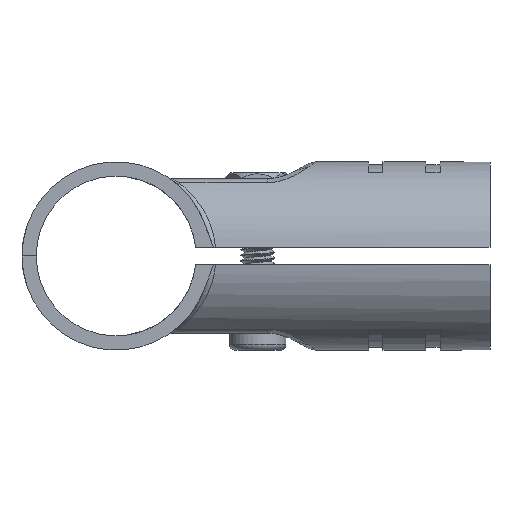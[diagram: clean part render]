
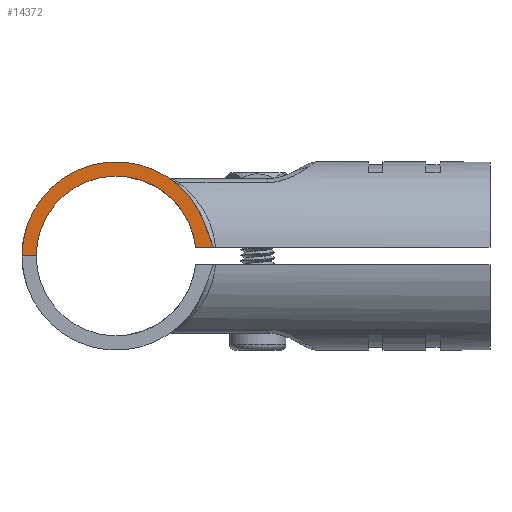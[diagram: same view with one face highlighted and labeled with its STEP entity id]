
A CAD part, front view. The second image highlights one B-rep face of the part: STEP entity #14372.
In plain terms, the highlighted planar face has unit normal (0, -1, 0).
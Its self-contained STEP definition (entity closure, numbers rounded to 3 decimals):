
#54 = CARTESIAN_POINT ( 'NONE',  ( 16.364, -16.5, 3.407 ) ) ;
#117 = EDGE_CURVE ( 'NONE', #13446, #14876, #7896, .T. ) ;
#337 = DIRECTION ( 'NONE',  ( 1., 0., 0. ) ) ;
#884 = CARTESIAN_POINT ( 'NONE',  ( 16.779, -16.5, 2.315 ) ) ;
#971 = ORIENTED_EDGE ( 'NONE', *, *, #4732, .T. ) ;
#1211 = CARTESIAN_POINT ( 'NONE',  ( 16.301, -16.5, 3.565 ) ) ;
#1389 = B_SPLINE_CURVE_WITH_KNOTS ( 'NONE', 3,
 ( #3187, #12126, #2119, #5809, #884, #10898, #14658, #7216, #12210, #5148, #3671, #8687, #13681, #2370, #8842, #3831, #2446, #7609, #8918, #54, #7456, #1211, #10149, #12286, #13837, #12530, #15140, #11137, #2599, #16150, #4905, #3906, #9832, #9912, #7533, #11292, #14825, #14904, #8768 ),
 .UNSPECIFIED., .F., .F.,
 ( 4, 1, 1, 1, 1, 1, 2, 2, 1, 1, 1, 1, 1, 1, 2, 2, 1, 1, 1, 2, 2, 1, 1, 1, 1, 1, 2, 2, 4 ),
 ( 0., 0.125, 0.187, 0.219, 0.234, 0.242, 0.246, 0.25, 0.375, 0.437, 0.469, 0.484, 0.492, 0.496, 0.498, 0.5, 0.563, 0.594, 0.609, 0.617, 0.625, 0.688, 0.719, 0.734, 0.742, 0.746, 0.748, 0.75, 1. ),
 .UNSPECIFIED. ) ;
#1410 = CARTESIAN_POINT ( 'NONE',  ( -16.5, -16.5, 0. ) ) ;
#1419 = CIRCLE ( 'NONE', #8767, 16.5 ) ;
#1856 = CARTESIAN_POINT ( 'NONE',  ( 15.557, -16.5, 5.498 ) ) ;
#2119 = CARTESIAN_POINT ( 'NONE',  ( 16.935, -16.5, 1.882 ) ) ;
#2370 = CARTESIAN_POINT ( 'NONE',  ( 16.423, -16.5, 3.255 ) ) ;
#2446 = CARTESIAN_POINT ( 'NONE',  ( 16.37, -16.5, 3.389 ) ) ;
#2448 = AXIS2_PLACEMENT_3D ( 'NONE', #3109, #3030, #7963 ) ;
#2599 = CARTESIAN_POINT ( 'NONE',  ( 16.067, -16.5, 4.157 ) ) ;
#2837 = ORIENTED_EDGE ( 'NONE', *, *, #117, .T. ) ;
#2951 = VECTOR ( 'NONE', #3639, 1000. ) ;
#3030 = DIRECTION ( 'NONE',  ( 0., 1., 0. ) ) ;
#3109 = CARTESIAN_POINT ( 'NONE',  ( 0., -16.5, 0. ) ) ;
#3187 = CARTESIAN_POINT ( 'NONE',  ( 17.064, -16.5, 1.5 ) ) ;
#3639 = DIRECTION ( 'NONE',  ( 1., 0., 0. ) ) ;
#3671 = CARTESIAN_POINT ( 'NONE',  ( 16.674, -16.5, 2.6 ) ) ;
#3749 = VECTOR ( 'NONE', #337, 1000. ) ;
#3831 = CARTESIAN_POINT ( 'NONE',  ( 16.378, -16.5, 3.37 ) ) ;
#3906 = CARTESIAN_POINT ( 'NONE',  ( 15.986, -16.5, 4.363 ) ) ;
#3959 = DIRECTION ( 'NONE',  ( 0., -1., 0. ) ) ;
#4115 = ORIENTED_EDGE ( 'NONE', *, *, #12852, .T. ) ;
#4732 = EDGE_CURVE ( 'NONE', #15298, #12056, #1389, .T. ) ;
#4905 = CARTESIAN_POINT ( 'NONE',  ( 15.995, -16.5, 4.339 ) ) ;
#5148 = CARTESIAN_POINT ( 'NONE',  ( 16.726, -16.5, 2.46 ) ) ;
#5768 = CARTESIAN_POINT ( 'NONE',  ( 0., -16.5, 0. ) ) ;
#5809 = CARTESIAN_POINT ( 'NONE',  ( 16.833, -16.5, 2.168 ) ) ;
#6183 = VERTEX_POINT ( 'NONE', #15225 ) ;
#6601 = CARTESIAN_POINT ( 'NONE',  ( 17.064, -16.5, 1.5 ) ) ;
#7216 = CARTESIAN_POINT ( 'NONE',  ( 16.732, -16.5, 2.443 ) ) ;
#7306 = DIRECTION ( 'NONE',  ( 0., 0., -1. ) ) ;
#7456 = CARTESIAN_POINT ( 'NONE',  ( 16.341, -16.5, 3.464 ) ) ;
#7533 = CARTESIAN_POINT ( 'NONE',  ( 15.979, -16.5, 4.381 ) ) ;
#7609 = CARTESIAN_POINT ( 'NONE',  ( 16.367, -16.5, 3.398 ) ) ;
#7896 = LINE ( 'NONE', #1410, #3749 ) ;
#7955 = CIRCLE ( 'NONE', #2448, 14. ) ;
#7963 = DIRECTION ( 'NONE',  ( -1., 0., 0. ) ) ;
#8687 = CARTESIAN_POINT ( 'NONE',  ( 16.591, -16.5, 2.82 ) ) ;
#8767 = AXIS2_PLACEMENT_3D ( 'NONE', #10203, #3959, #14538 ) ;
#8768 = CARTESIAN_POINT ( 'NONE',  ( 15.557, -16.5, 5.498 ) ) ;
#8842 = CARTESIAN_POINT ( 'NONE',  ( 16.393, -16.5, 3.331 ) ) ;
#8918 = CARTESIAN_POINT ( 'NONE',  ( 16.365, -16.5, 3.403 ) ) ;
#9832 = CARTESIAN_POINT ( 'NONE',  ( 15.982, -16.5, 4.374 ) ) ;
#9912 = CARTESIAN_POINT ( 'NONE',  ( 15.98, -16.5, 4.378 ) ) ;
#10149 = CARTESIAN_POINT ( 'NONE',  ( 16.242, -16.5, 3.715 ) ) ;
#10203 = CARTESIAN_POINT ( 'NONE',  ( 0., -16.5, 0. ) ) ;
#10519 = PLANE ( 'NONE',  #11124 ) ;
#10898 = CARTESIAN_POINT ( 'NONE',  ( 16.752, -16.5, 2.39 ) ) ;
#11104 = LINE ( 'NONE', #15869, #2951 ) ;
#11124 = AXIS2_PLACEMENT_3D ( 'NONE', #5768, #15519, #7306 ) ;
#11137 = CARTESIAN_POINT ( 'NONE',  ( 16.127, -16.5, 4.005 ) ) ;
#11292 = CARTESIAN_POINT ( 'NONE',  ( 15.979, -16.5, 4.381 ) ) ;
#11363 = EDGE_CURVE ( 'NONE', #6183, #15298, #11104, .T. ) ;
#11740 = ORIENTED_EDGE ( 'NONE', *, *, #11363, .T. ) ;
#11775 = CARTESIAN_POINT ( 'NONE',  ( -14., -16.5, 0. ) ) ;
#11997 = FACE_OUTER_BOUND ( 'NONE', #13920, .T. ) ;
#12056 = VERTEX_POINT ( 'NONE', #1856 ) ;
#12126 = CARTESIAN_POINT ( 'NONE',  ( 17.015, -16.5, 1.649 ) ) ;
#12210 = CARTESIAN_POINT ( 'NONE',  ( 16.728, -16.5, 2.454 ) ) ;
#12286 = CARTESIAN_POINT ( 'NONE',  ( 16.209, -16.5, 3.798 ) ) ;
#12397 = CARTESIAN_POINT ( 'NONE',  ( -16.5, -16.5, 0. ) ) ;
#12530 = CARTESIAN_POINT ( 'NONE',  ( 16.184, -16.5, 3.861 ) ) ;
#12852 = EDGE_CURVE ( 'NONE', #14876, #6183, #7955, .T. ) ;
#13228 = ORIENTED_EDGE ( 'NONE', *, *, #14355, .T. ) ;
#13446 = VERTEX_POINT ( 'NONE', #12397 ) ;
#13681 = CARTESIAN_POINT ( 'NONE',  ( 16.481, -16.5, 3.105 ) ) ;
#13837 = CARTESIAN_POINT ( 'NONE',  ( 16.194, -16.5, 3.836 ) ) ;
#13920 = EDGE_LOOP ( 'NONE', ( #2837, #4115, #11740, #971, #13228 ) ) ;
#14355 = EDGE_CURVE ( 'NONE', #12056, #13446, #1419, .T. ) ;
#14372 = ADVANCED_FACE ( 'NONE', ( #11997 ), #10519, .T. ) ;
#14538 = DIRECTION ( 'NONE',  ( 0.943, 0., 0.333 ) ) ;
#14658 = CARTESIAN_POINT ( 'NONE',  ( 16.738, -16.5, 2.427 ) ) ;
#14825 = CARTESIAN_POINT ( 'NONE',  ( 15.8, -16.5, 4.836 ) ) ;
#14876 = VERTEX_POINT ( 'NONE', #11775 ) ;
#14904 = CARTESIAN_POINT ( 'NONE',  ( 15.66, -16.5, 5.207 ) ) ;
#15140 = CARTESIAN_POINT ( 'NONE',  ( 16.18, -16.5, 3.872 ) ) ;
#15225 = CARTESIAN_POINT ( 'NONE',  ( 13.919, -16.5, 1.5 ) ) ;
#15298 = VERTEX_POINT ( 'NONE', #6601 ) ;
#15519 = DIRECTION ( 'NONE',  ( 0., -1., 0. ) ) ;
#15869 = CARTESIAN_POINT ( 'NONE',  ( 13.919, -16.5, 1.5 ) ) ;
#16150 = CARTESIAN_POINT ( 'NONE',  ( 16.016, -16.5, 4.286 ) ) ;
